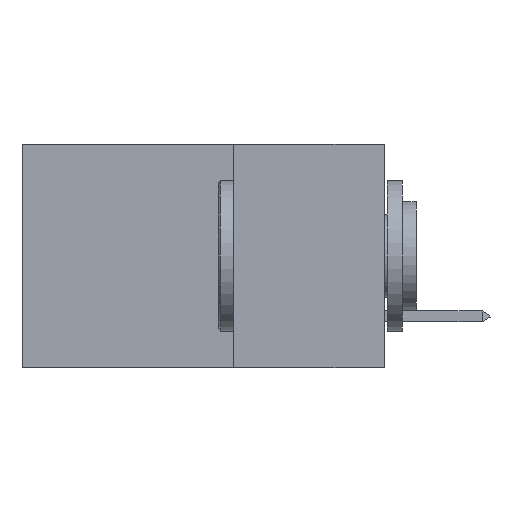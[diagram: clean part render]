
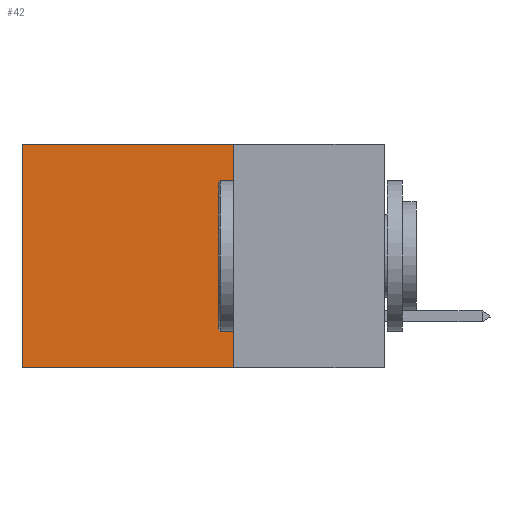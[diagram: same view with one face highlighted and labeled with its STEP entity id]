
A CAD part, left-side view. The second image highlights one B-rep face of the part: STEP entity #42.
In plain terms, the highlighted planar face has unit normal (-1, 0, 0).
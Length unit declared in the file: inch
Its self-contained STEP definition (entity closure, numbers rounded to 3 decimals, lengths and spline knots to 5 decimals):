
#42 = ADVANCED_FACE ( 'NONE', ( #1887 ), #2372, .F. ) ;
#158 = LINE ( 'NONE', #8003, #7959 ) ;
#323 = VERTEX_POINT ( 'NONE', #6394 ) ;
#569 = ORIENTED_EDGE ( 'NONE', *, *, #5749, .T. ) ;
#926 = DIRECTION ( 'NONE',  ( 0., 0., -1. ) ) ;
#1019 = VECTOR ( 'NONE', #6544, 39.37008 ) ;
#1270 = ORIENTED_EDGE ( 'NONE', *, *, #1852, .T. ) ;
#1473 = EDGE_CURVE ( 'NONE', #7047, #7330, #158, .T. ) ;
#1546 = ORIENTED_EDGE ( 'NONE', *, *, #1473, .F. ) ;
#1852 = EDGE_CURVE ( 'NONE', #7047, #9418, #7263, .T. ) ;
#1887 = FACE_OUTER_BOUND ( 'NONE', #9353, .T. ) ;
#2372 = PLANE ( 'NONE',  #7751 ) ;
#2474 = CARTESIAN_POINT ( 'NONE',  ( 0.2875, 0.25, 0. ) ) ;
#2996 = CARTESIAN_POINT ( 'NONE',  ( 0.2875, 0.6, 0. ) ) ;
#3558 = VECTOR ( 'NONE', #5813, 39.37008 ) ;
#3571 = CARTESIAN_POINT ( 'NONE',  ( 0.2875, 0.6, 0. ) ) ;
#3670 = EDGE_CURVE ( 'NONE', #7330, #323, #7810, .T. ) ;
#4373 = CARTESIAN_POINT ( 'NONE',  ( 0.2875, 0.25, -0.37 ) ) ;
#4589 = CARTESIAN_POINT ( 'NONE',  ( 0.2875, 0.25, 0. ) ) ;
#4758 = DIRECTION ( 'NONE',  ( 0., 1., 0. ) ) ;
#4925 = LINE ( 'NONE', #2996, #1019 ) ;
#5020 = DIRECTION ( 'NONE',  ( 0., 0., -1. ) ) ;
#5319 = DIRECTION ( 'NONE',  ( 1., 0., 0. ) ) ;
#5749 = EDGE_CURVE ( 'NONE', #9418, #323, #4925, .T. ) ;
#5813 = DIRECTION ( 'NONE',  ( 0., 1., 0. ) ) ;
#6185 = CARTESIAN_POINT ( 'NONE',  ( 0.2875, 0.25, 0. ) ) ;
#6394 = CARTESIAN_POINT ( 'NONE',  ( 0.2875, 0.6, -0.37 ) ) ;
#6544 = DIRECTION ( 'NONE',  ( 0., 0., -1. ) ) ;
#7047 = VERTEX_POINT ( 'NONE', #6185 ) ;
#7154 = CARTESIAN_POINT ( 'NONE',  ( 0.2875, 0.25, -0.37 ) ) ;
#7263 = LINE ( 'NONE', #2474, #8185 ) ;
#7330 = VERTEX_POINT ( 'NONE', #7154 ) ;
#7751 = AXIS2_PLACEMENT_3D ( 'NONE', #4589, #5319, #926 ) ;
#7810 = LINE ( 'NONE', #4373, #3558 ) ;
#7880 = ORIENTED_EDGE ( 'NONE', *, *, #3670, .F. ) ;
#7959 = VECTOR ( 'NONE', #5020, 39.37008 ) ;
#8003 = CARTESIAN_POINT ( 'NONE',  ( 0.2875, 0.25, 0. ) ) ;
#8185 = VECTOR ( 'NONE', #4758, 39.37008 ) ;
#9353 = EDGE_LOOP ( 'NONE', ( #569, #7880, #1546, #1270 ) ) ;
#9418 = VERTEX_POINT ( 'NONE', #3571 ) ;
